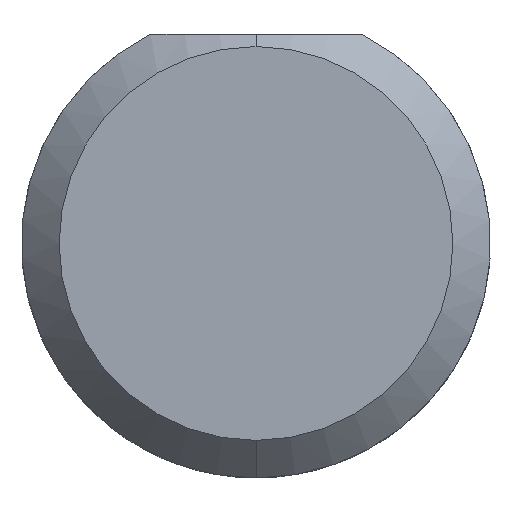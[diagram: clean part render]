
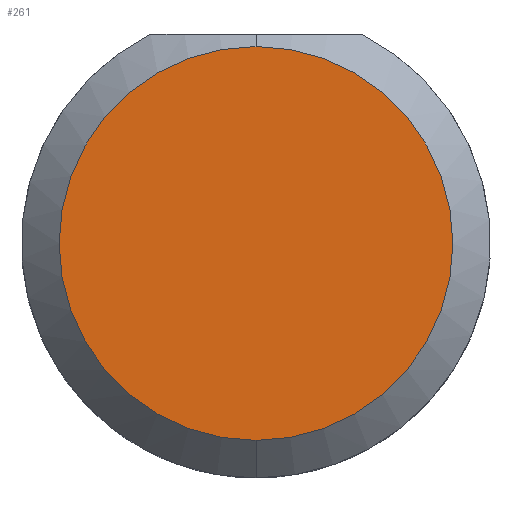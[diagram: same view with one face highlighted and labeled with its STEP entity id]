
A CAD part, left-side view. The second image highlights one B-rep face of the part: STEP entity #261.
In plain terms, the highlighted planar face has unit normal (-1, 0, 0).
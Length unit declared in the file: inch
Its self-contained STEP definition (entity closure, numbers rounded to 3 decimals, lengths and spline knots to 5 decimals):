
#27 = DIRECTION ( 'NONE',  ( -1., 0., 0. ) ) ;
#135 = DIRECTION ( 'NONE',  ( 0., 0., -1. ) ) ;
#137 = EDGE_LOOP ( 'NONE', ( #172, #553 ) ) ;
#141 = CIRCLE ( 'NONE', #240, 0.0786 ) ;
#172 = ORIENTED_EDGE ( 'NONE', *, *, #224, .T. ) ;
#203 = FACE_OUTER_BOUND ( 'NONE', #137, .T. ) ;
#224 = EDGE_CURVE ( 'NONE', #271, #574, #605, .T. ) ;
#240 = AXIS2_PLACEMENT_3D ( 'NONE', #436, #27, #135 ) ;
#246 = CARTESIAN_POINT ( 'NONE',  ( 0., 0., 0. ) ) ;
#249 = PLANE ( 'NONE',  #506 ) ;
#261 = ADVANCED_FACE ( 'NONE', ( #203 ), #249, .F. ) ;
#271 = VERTEX_POINT ( 'NONE', #459 ) ;
#354 = DIRECTION ( 'NONE',  ( 0., 0., -1. ) ) ;
#358 = DIRECTION ( 'NONE',  ( 0., 0., -1. ) ) ;
#363 = AXIS2_PLACEMENT_3D ( 'NONE', #393, #617, #354 ) ;
#393 = CARTESIAN_POINT ( 'NONE',  ( 0., 0., 0. ) ) ;
#407 = DIRECTION ( 'NONE',  ( 1., 0., 0. ) ) ;
#436 = CARTESIAN_POINT ( 'NONE',  ( 0., 0., 0. ) ) ;
#459 = CARTESIAN_POINT ( 'NONE',  ( 0., 0., -0.0786 ) ) ;
#506 = AXIS2_PLACEMENT_3D ( 'NONE', #246, #407, #358 ) ;
#553 = ORIENTED_EDGE ( 'NONE', *, *, #589, .T. ) ;
#574 = VERTEX_POINT ( 'NONE', #644 ) ;
#589 = EDGE_CURVE ( 'NONE', #574, #271, #141, .T. ) ;
#605 = CIRCLE ( 'NONE', #363, 0.0786 ) ;
#617 = DIRECTION ( 'NONE',  ( -1., 0., 0. ) ) ;
#644 = CARTESIAN_POINT ( 'NONE',  ( 0., 0., 0.0786 ) ) ;
